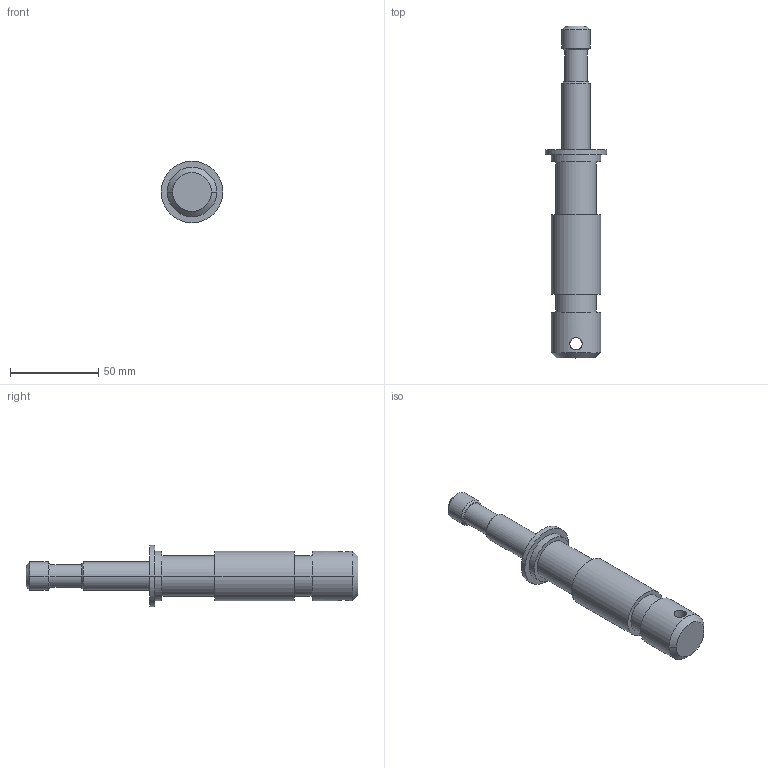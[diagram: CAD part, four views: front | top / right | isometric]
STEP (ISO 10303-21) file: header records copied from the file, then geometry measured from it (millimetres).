
FILE_DESCRIPTION (( 'STEP AP203' ), '1' );
FILE_NAME ('G1189.STEP', '2019-10-22T14:06:55', ( '' ), ( '' ), 'SwSTEP 2.0', 'SolidWorks 2019', '' );
FILE_SCHEMA (( 'CONFIG_CONTROL_DESIGN' ));
Length unit declared in the file: millimetre
Products named in the file (1): G1189
Bounding box: 34.92 x 188 x 34.92 mm (x, y, z)
Volume: 76811.7 mm3; surface area: 16234.8 mm2
Topology: 1 solids, 1 shells, 38 faces, 76 edges, 48 vertices
Faces by surface type: cylinder 20, plane 10, cone 8
Entity records: 1201 total; most frequent: CARTESIAN_POINT 291, DIRECTION 194, ORIENTED_EDGE 152, AXIS2_PLACEMENT_3D 83, EDGE_CURVE 76, VERTEX_POINT 48, EDGE_LOOP 48, CIRCLE 44
